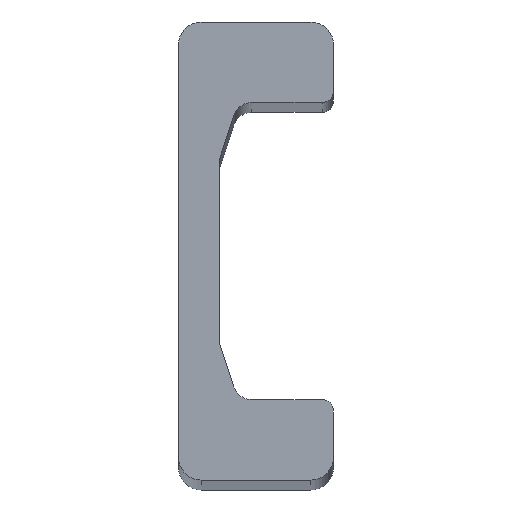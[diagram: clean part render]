
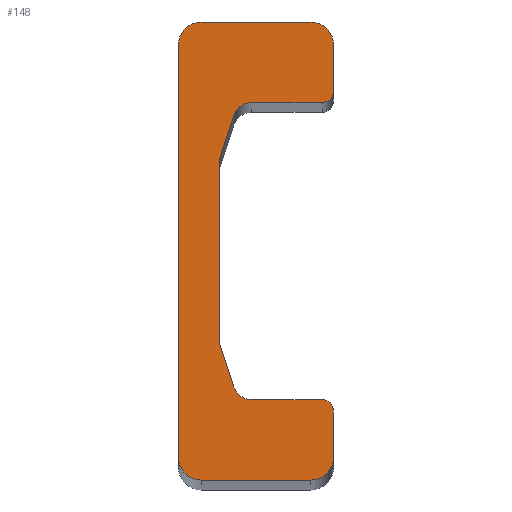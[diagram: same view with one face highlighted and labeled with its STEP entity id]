
A CAD part, top view. The second image highlights one B-rep face of the part: STEP entity #148.
In plain terms, the highlighted planar face has unit normal (0, 0, 1).
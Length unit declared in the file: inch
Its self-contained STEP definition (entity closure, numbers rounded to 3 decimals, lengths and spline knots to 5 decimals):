
#2 = DIRECTION ( 'NONE',  ( 0., 0., 1. ) ) ;
#5 = DIRECTION ( 'NONE',  ( 0., 1., 0. ) ) ;
#6 = EDGE_CURVE ( 'NONE', #493, #951, #545, .T. ) ;
#7 = LINE ( 'NONE', #35, #975 ) ;
#18 = CARTESIAN_POINT ( 'NONE',  ( 0.15198, 1.41461, 0. ) ) ;
#27 = LINE ( 'NONE', #106, #473 ) ;
#35 = CARTESIAN_POINT ( 'NONE',  ( 1.18898, 2.15157, 0. ) ) ;
#39 = DIRECTION ( 'NONE',  ( 1., 0., 0. ) ) ;
#40 = CARTESIAN_POINT ( 'NONE',  ( 1.07087, 1.66732, 0. ) ) ;
#58 = DIRECTION ( 'NONE',  ( 0., 0., 1. ) ) ;
#65 = ORIENTED_EDGE ( 'NONE', *, *, #549, .T. ) ;
#71 = VERTEX_POINT ( 'NONE', #595 ) ;
#90 = VERTEX_POINT ( 'NONE', #682 ) ;
#102 = AXIS2_PLACEMENT_3D ( 'NONE', #896, #290, #976 ) ;
#106 = CARTESIAN_POINT ( 'NONE',  ( 0.95276, 2.3878, 0. ) ) ;
#115 = VERTEX_POINT ( 'NONE', #166 ) ;
#128 = CARTESIAN_POINT ( 'NONE',  ( 0.95276, -2.3878, 0. ) ) ;
#133 = VERTEX_POINT ( 'NONE', #336 ) ;
#137 = CARTESIAN_POINT ( 'NONE',  ( 0., 0.95866, 0. ) ) ;
#140 = CIRCLE ( 'NONE', #189, 0.23622 ) ;
#148 = ADVANCED_FACE ( 'NONE', ( #1094 ), #418, .T. ) ;
#153 = ORIENTED_EDGE ( 'NONE', *, *, #630, .T. ) ;
#158 = VECTOR ( 'NONE', #379, 39.37008 ) ;
#161 = CARTESIAN_POINT ( 'NONE',  ( 0.95276, 2.15157, 0. ) ) ;
#163 = CARTESIAN_POINT ( 'NONE',  ( 1.18898, -2.15157, 0. ) ) ;
#166 = CARTESIAN_POINT ( 'NONE',  ( -0.4252, -2.15157, 0. ) ) ;
#177 = DIRECTION ( 'NONE',  ( 0., 0., 1. ) ) ;
#189 = AXIS2_PLACEMENT_3D ( 'NONE', #161, #177, #526 ) ;
#201 = CARTESIAN_POINT ( 'NONE',  ( 1.18898, 2.15157, 0. ) ) ;
#209 = CARTESIAN_POINT ( 'NONE',  ( 0.33873, 1.35236, 0. ) ) ;
#210 = ORIENTED_EDGE ( 'NONE', *, *, #343, .T. ) ;
#221 = VERTEX_POINT ( 'NONE', #764 ) ;
#227 = EDGE_CURVE ( 'NONE', #699, #221, #140, .T. ) ;
#232 = CARTESIAN_POINT ( 'NONE',  ( 1.07087, -1.66732, 0. ) ) ;
#246 = VECTOR ( 'NONE', #817, 39.37008 ) ;
#255 = CARTESIAN_POINT ( 'NONE',  ( 1.18898, 1.66732, 0. ) ) ;
#265 = EDGE_CURVE ( 'NONE', #727, #785, #1065, .T. ) ;
#271 = ORIENTED_EDGE ( 'NONE', *, *, #344, .T. ) ;
#283 = ORIENTED_EDGE ( 'NONE', *, *, #628, .T. ) ;
#286 = VECTOR ( 'NONE', #39, 39.37008 ) ;
#290 = DIRECTION ( 'NONE',  ( 0., 0., 1. ) ) ;
#295 = DIRECTION ( 'NONE',  ( 0., 0., 1. ) ) ;
#297 = AXIS2_PLACEMENT_3D ( 'NONE', #232, #883, #469 ) ;
#304 = CARTESIAN_POINT ( 'NONE',  ( -0.18898, 2.3878, 0. ) ) ;
#306 = ORIENTED_EDGE ( 'NONE', *, *, #227, .T. ) ;
#330 = EDGE_CURVE ( 'NONE', #90, #812, #592, .T. ) ;
#335 = AXIS2_PLACEMENT_3D ( 'NONE', #209, #869, #625 ) ;
#336 = CARTESIAN_POINT ( 'NONE',  ( 0., 0.95866, 0. ) ) ;
#340 = DIRECTION ( 'NONE',  ( 1., 0., 0. ) ) ;
#343 = EDGE_CURVE ( 'NONE', #611, #115, #1007, .T. ) ;
#344 = EDGE_CURVE ( 'NONE', #840, #611, #865, .T. ) ;
#349 = VECTOR ( 'NONE', #1093, 39.37008 ) ;
#353 = DIRECTION ( 'NONE',  ( 0., 1., 0. ) ) ;
#360 = CARTESIAN_POINT ( 'NONE',  ( 0.33873, -1.35236, 0. ) ) ;
#368 = CARTESIAN_POINT ( 'NONE',  ( 1.07087, -1.54921, 0. ) ) ;
#372 = CARTESIAN_POINT ( 'NONE',  ( 0.33873, -1.54921, 0. ) ) ;
#379 = DIRECTION ( 'NONE',  ( -1., 0., 0. ) ) ;
#384 = VECTOR ( 'NONE', #353, 39.37008 ) ;
#388 = AXIS2_PLACEMENT_3D ( 'NONE', #648, #58, #1002 ) ;
#391 = CARTESIAN_POINT ( 'NONE',  ( 0., -0.95866, 0. ) ) ;
#396 = CIRCLE ( 'NONE', #416, 0.23622 ) ;
#416 = AXIS2_PLACEMENT_3D ( 'NONE', #996, #718, #657 ) ;
#418 = PLANE ( 'NONE',  #1044 ) ;
#421 = VERTEX_POINT ( 'NONE', #255 ) ;
#443 = VERTEX_POINT ( 'NONE', #452 ) ;
#449 = ORIENTED_EDGE ( 'NONE', *, *, #598, .T. ) ;
#452 = CARTESIAN_POINT ( 'NONE',  ( 1.18898, -2.15157, 0. ) ) ;
#463 = ORIENTED_EDGE ( 'NONE', *, *, #1100, .T. ) ;
#469 = DIRECTION ( 'NONE',  ( 1., 0., 0. ) ) ;
#473 = VECTOR ( 'NONE', #969, 39.37008 ) ;
#482 = EDGE_LOOP ( 'NONE', ( #463, #961, #1070, #1016, #65, #306, #936, #271, #210, #990, #779, #497, #1003, #449, #740, #650, #153, #283 ) ) ;
#484 = CARTESIAN_POINT ( 'NONE',  ( 1.07087, -1.54921, 0. ) ) ;
#490 = DIRECTION ( 'NONE',  ( 0.316, 0.949, 0. ) ) ;
#491 = CARTESIAN_POINT ( 'NONE',  ( 0.95276, -2.3878, 0. ) ) ;
#493 = VERTEX_POINT ( 'NONE', #484 ) ;
#497 = ORIENTED_EDGE ( 'NONE', *, *, #1021, .T. ) ;
#519 = DIRECTION ( 'NONE',  ( -0.316, 0.949, 0. ) ) ;
#526 = DIRECTION ( 'NONE',  ( 1., 0., 0. ) ) ;
#545 = LINE ( 'NONE', #368, #158 ) ;
#549 = EDGE_CURVE ( 'NONE', #421, #699, #7, .T. ) ;
#571 = EDGE_CURVE ( 'NONE', #115, #90, #670, .T. ) ;
#592 = LINE ( 'NONE', #491, #349 ) ;
#595 = CARTESIAN_POINT ( 'NONE',  ( 1.18898, -1.66732, 0. ) ) ;
#598 = EDGE_CURVE ( 'NONE', #71, #493, #640, .T. ) ;
#608 = CARTESIAN_POINT ( 'NONE',  ( 0., 0.95866, 0. ) ) ;
#611 = VERTEX_POINT ( 'NONE', #719 ) ;
#615 = DIRECTION ( 'NONE',  ( 0., 0., -1. ) ) ;
#625 = DIRECTION ( 'NONE',  ( 1., 0., 0. ) ) ;
#628 = EDGE_CURVE ( 'NONE', #830, #133, #687, .T. ) ;
#630 = EDGE_CURVE ( 'NONE', #1060, #830, #1030, .T. ) ;
#632 = VECTOR ( 'NONE', #490, 39.37008 ) ;
#640 = CIRCLE ( 'NONE', #297, 0.11811 ) ;
#647 = CARTESIAN_POINT ( 'NONE',  ( 1.07087, 1.54921, 0. ) ) ;
#648 = CARTESIAN_POINT ( 'NONE',  ( -0.18898, 2.15157, 0. ) ) ;
#650 = ORIENTED_EDGE ( 'NONE', *, *, #736, .T. ) ;
#657 = DIRECTION ( 'NONE',  ( -1., 0., 0. ) ) ;
#670 = CIRCLE ( 'NONE', #102, 0.23622 ) ;
#682 = CARTESIAN_POINT ( 'NONE',  ( -0.18898, -2.3878, 0. ) ) ;
#686 = CIRCLE ( 'NONE', #721, 0.19685 ) ;
#687 = LINE ( 'NONE', #608, #384 ) ;
#690 = EDGE_CURVE ( 'NONE', #847, #421, #1059, .T. ) ;
#699 = VERTEX_POINT ( 'NONE', #201 ) ;
#718 = DIRECTION ( 'NONE',  ( 0., 0., 1. ) ) ;
#719 = CARTESIAN_POINT ( 'NONE',  ( -0.4252, 2.15157, 0. ) ) ;
#721 = AXIS2_PLACEMENT_3D ( 'NONE', #360, #615, #878 ) ;
#727 = VERTEX_POINT ( 'NONE', #18 ) ;
#731 = CARTESIAN_POINT ( 'NONE',  ( 0.33873, 1.54921, 0. ) ) ;
#736 = EDGE_CURVE ( 'NONE', #951, #1060, #686, .T. ) ;
#740 = ORIENTED_EDGE ( 'NONE', *, *, #6, .T. ) ;
#764 = CARTESIAN_POINT ( 'NONE',  ( 0.95276, 2.3878, 0. ) ) ;
#776 = DIRECTION ( 'NONE',  ( -1., 0., 0. ) ) ;
#779 = ORIENTED_EDGE ( 'NONE', *, *, #330, .T. ) ;
#785 = VERTEX_POINT ( 'NONE', #731 ) ;
#791 = AXIS2_PLACEMENT_3D ( 'NONE', #40, #295, #776 ) ;
#812 = VERTEX_POINT ( 'NONE', #128 ) ;
#817 = DIRECTION ( 'NONE',  ( 0., -1., 0. ) ) ;
#829 = CARTESIAN_POINT ( 'NONE',  ( 1.07087, 1.54921, 0. ) ) ;
#830 = VERTEX_POINT ( 'NONE', #391 ) ;
#840 = VERTEX_POINT ( 'NONE', #304 ) ;
#847 = VERTEX_POINT ( 'NONE', #829 ) ;
#865 = CIRCLE ( 'NONE', #388, 0.23622 ) ;
#869 = DIRECTION ( 'NONE',  ( 0., 0., -1. ) ) ;
#878 = DIRECTION ( 'NONE',  ( -1., 0., 0. ) ) ;
#883 = DIRECTION ( 'NONE',  ( 0., 0., 1. ) ) ;
#888 = CARTESIAN_POINT ( 'NONE',  ( 0.15198, -1.41461, 0. ) ) ;
#889 = DIRECTION ( 'NONE',  ( 0., 1., 0. ) ) ;
#896 = CARTESIAN_POINT ( 'NONE',  ( -0.18898, -2.15157, 0. ) ) ;
#905 = EDGE_CURVE ( 'NONE', #443, #71, #934, .T. ) ;
#915 = LINE ( 'NONE', #137, #632 ) ;
#934 = LINE ( 'NONE', #163, #991 ) ;
#936 = ORIENTED_EDGE ( 'NONE', *, *, #974, .T. ) ;
#944 = CARTESIAN_POINT ( 'NONE',  ( 0.33873, 1.35236, 0. ) ) ;
#951 = VERTEX_POINT ( 'NONE', #372 ) ;
#952 = CARTESIAN_POINT ( 'NONE',  ( 0., -0.95866, 0. ) ) ;
#961 = ORIENTED_EDGE ( 'NONE', *, *, #265, .T. ) ;
#969 = DIRECTION ( 'NONE',  ( -1., 0., 0. ) ) ;
#974 = EDGE_CURVE ( 'NONE', #221, #840, #27, .T. ) ;
#975 = VECTOR ( 'NONE', #889, 39.37008 ) ;
#976 = DIRECTION ( 'NONE',  ( 1., 0., 0. ) ) ;
#990 = ORIENTED_EDGE ( 'NONE', *, *, #571, .T. ) ;
#991 = VECTOR ( 'NONE', #5, 39.37008 ) ;
#996 = CARTESIAN_POINT ( 'NONE',  ( 0.95276, -2.15157, 0. ) ) ;
#1002 = DIRECTION ( 'NONE',  ( -1., 0., 0. ) ) ;
#1003 = ORIENTED_EDGE ( 'NONE', *, *, #905, .T. ) ;
#1007 = LINE ( 'NONE', #1086, #246 ) ;
#1016 = ORIENTED_EDGE ( 'NONE', *, *, #690, .T. ) ;
#1020 = EDGE_CURVE ( 'NONE', #785, #847, #1036, .T. ) ;
#1021 = EDGE_CURVE ( 'NONE', #812, #443, #396, .T. ) ;
#1030 = LINE ( 'NONE', #952, #1062 ) ;
#1036 = LINE ( 'NONE', #647, #286 ) ;
#1044 = AXIS2_PLACEMENT_3D ( 'NONE', #944, #2, #340 ) ;
#1059 = CIRCLE ( 'NONE', #791, 0.11811 ) ;
#1060 = VERTEX_POINT ( 'NONE', #888 ) ;
#1062 = VECTOR ( 'NONE', #519, 39.37008 ) ;
#1065 = CIRCLE ( 'NONE', #335, 0.19685 ) ;
#1070 = ORIENTED_EDGE ( 'NONE', *, *, #1020, .T. ) ;
#1086 = CARTESIAN_POINT ( 'NONE',  ( -0.4252, 2.15157, 0. ) ) ;
#1093 = DIRECTION ( 'NONE',  ( 1., 0., 0. ) ) ;
#1094 = FACE_OUTER_BOUND ( 'NONE', #482, .T. ) ;
#1100 = EDGE_CURVE ( 'NONE', #133, #727, #915, .T. ) ;
